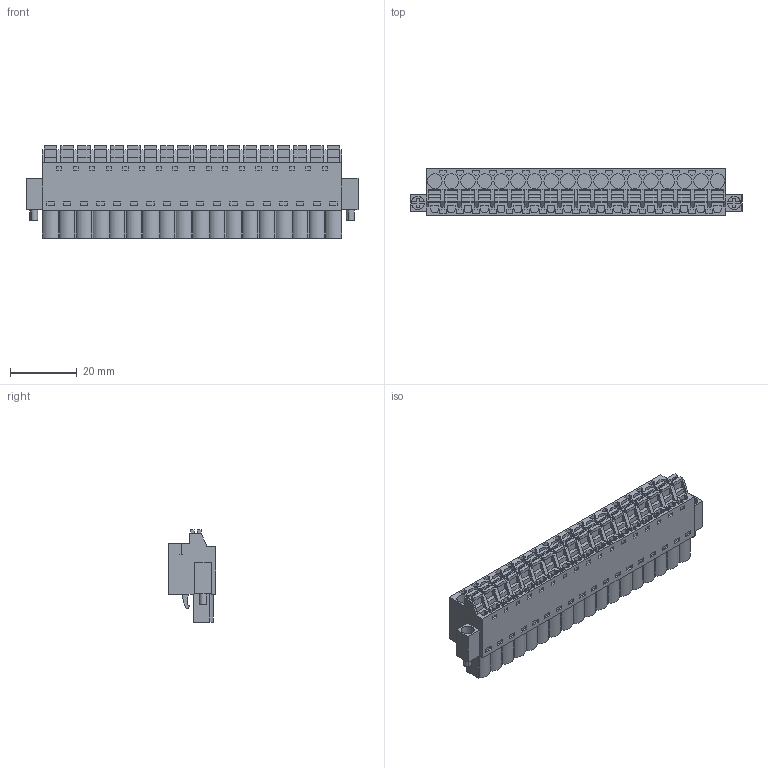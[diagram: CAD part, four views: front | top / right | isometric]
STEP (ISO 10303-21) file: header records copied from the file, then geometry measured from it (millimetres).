
FILE_DESCRIPTION(('CATIA V5 STEP Exchange','CAx-IF Rec.Pracs.--- Model Styling and Organization---1.2---2011-12-15'),'2;1');
FILE_NAME ('D1446722_0_1017410000_1017410000.stp','2017-04-27T10:36:58+00:00',('none'),('Weidmueller'),'CATIA Version 5-6 Release 2014','CATIA V5 STEP AP214','none');
FILE_SCHEMA(('AUTOMOTIVE_DESIGN { 1 0 10303 214 1 1 1 1 }'));
Length unit declared in the file: millimetre
Products named in the file (1): 1017410000
Bounding box: 99.8 x 14.2 x 27.73 mm (x, y, z)
Volume: 22961.5 mm3; surface area: 12527.5 mm2
Topology: 21 solids, 21 shells, 1549 faces, 4501 edges, 3143 vertices
Faces by surface type: plane 1395, cylinder 150, extrusion 4
Entity records: 49657 total; most frequent: CARTESIAN_POINT 9005, ORIENTED_EDGE 9002, DIRECTION 6431, EDGE_CURVE 4501, VECTOR 4154, LINE 4150, VERTEX_POINT 3143, EDGE_LOOP 1736
